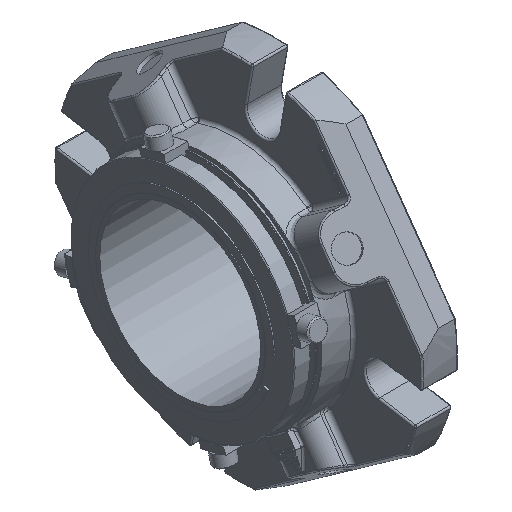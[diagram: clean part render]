
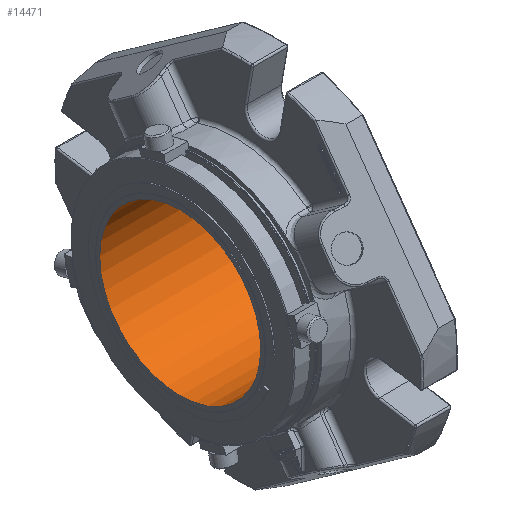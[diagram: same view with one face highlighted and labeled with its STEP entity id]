
A CAD part, isometric view. The second image highlights one B-rep face of the part: STEP entity #14471.
In plain terms, the highlighted cylindrical face has radius 52.502 mm (diameter 105.004 mm), a full revolution.
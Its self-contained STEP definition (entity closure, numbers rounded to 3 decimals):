
#3202=ORIENTED_EDGE('',*,*,#7768,.F.);
#3203=ORIENTED_EDGE('',*,*,#7769,.F.);
#7768=EDGE_CURVE('',#10051,#10051,#11490,.F.);
#7769=EDGE_CURVE('',#10052,#10052,#11491,.F.);
#10051=VERTEX_POINT('',#20616);
#10052=VERTEX_POINT('',#20618);
#11490=CIRCLE('',#15403,52.502);
#11491=CIRCLE('',#15404,52.502);
#12188=EDGE_LOOP('',(#3202));
#12189=EDGE_LOOP('',(#3203));
#13196=FACE_BOUND('',#12188,.T.);
#13197=FACE_BOUND('',#12189,.T.);
#14204=CYLINDRICAL_SURFACE('',#15402,52.502);
#14471=ADVANCED_FACE('',(#13196,#13197),#14204,.F.);
#15402=AXIS2_PLACEMENT_3D('',#20614,#16825,#16826);
#15403=AXIS2_PLACEMENT_3D('',#20615,#16827,#16828);
#15404=AXIS2_PLACEMENT_3D('',#20617,#16829,#16830);
#16825=DIRECTION('',(-1.,0.,0.));
#16826=DIRECTION('',(0.,-1.,0.));
#16827=DIRECTION('',(1.,0.,0.));
#16828=DIRECTION('',(0.,0.,-1.));
#16829=DIRECTION('',(-1.,0.,0.));
#16830=DIRECTION('',(0.,0.,1.));
#20614=CARTESIAN_POINT('',(177.965,0.,0.));
#20615=CARTESIAN_POINT('',(10.998,0.,0.));
#20616=CARTESIAN_POINT('',(10.998,0.,-52.502));
#20617=CARTESIAN_POINT('',(-72.466,0.,0.));
#20618=CARTESIAN_POINT('',(-72.466,0.,52.502));
